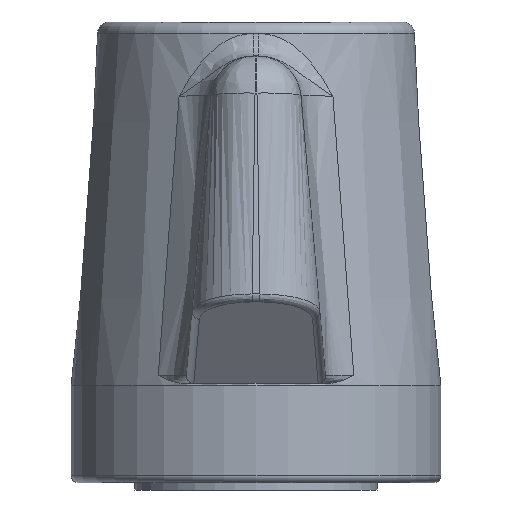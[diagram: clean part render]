
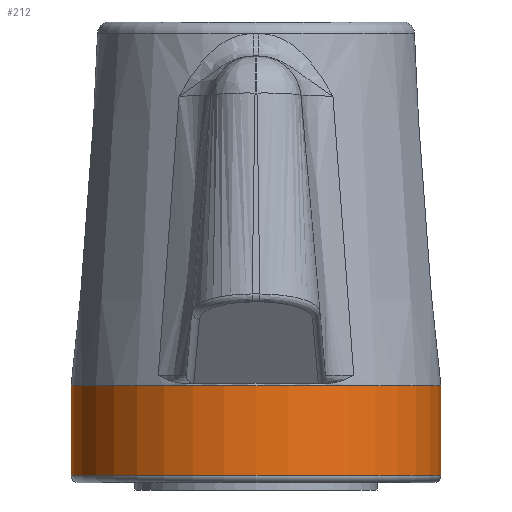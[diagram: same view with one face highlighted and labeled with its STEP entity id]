
A CAD part, left-side view. The second image highlights one B-rep face of the part: STEP entity #212.
In plain terms, the highlighted cylindrical face has radius 7.625 mm (diameter 15.251 mm), a full revolution.
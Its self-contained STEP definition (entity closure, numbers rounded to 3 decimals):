
#212 = ADVANCED_FACE( '', ( #441, #442 ), #443, .T. );
#441 = FACE_OUTER_BOUND( '', #7347, .T. );
#442 = FACE_OUTER_BOUND( '', #7348, .T. );
#443 = CYLINDRICAL_SURFACE( '', #7349, 7.625 );
#7347 = EDGE_LOOP( '', ( #8175 ) );
#7348 = EDGE_LOOP( '', ( #8176 ) );
#7349 = AXIS2_PLACEMENT_3D( '', #8177, #8178, #8179 );
#8175 = ORIENTED_EDGE( '', *, *, #8310, .T. );
#8176 = ORIENTED_EDGE( '', *, *, #8394, .F. );
#8177 = CARTESIAN_POINT( '', ( 0., 0., 19. ) );
#8178 = DIRECTION( '', ( 0., 0., -1. ) );
#8179 = DIRECTION( '', ( 1., 0., 0. ) );
#8310 = EDGE_CURVE( '', #8571, #8571, #8572, .T. );
#8394 = EDGE_CURVE( '', #8691, #8691, #8692, .T. );
#8571 = VERTEX_POINT( '', #9287 );
#8572 = CIRCLE( '', #9288, 7.625 );
#8691 = VERTEX_POINT( '', #10132 );
#8692 = CIRCLE( '', #10133, 7.625 );
#9287 = CARTESIAN_POINT( '', ( 7.625, 0., 0.3 ) );
#9288 = AXIS2_PLACEMENT_3D( '', #10627, #10628, #10629 );
#10132 = CARTESIAN_POINT( '', ( 7.625, 0., 4. ) );
#10133 = AXIS2_PLACEMENT_3D( '', #10715, #10716, #10717 );
#10627 = CARTESIAN_POINT( '', ( 0., 0., 0.3 ) );
#10628 = DIRECTION( '', ( 0., 0., 1. ) );
#10629 = DIRECTION( '', ( 1., 0., 0. ) );
#10715 = CARTESIAN_POINT( '', ( 0., 0., 4. ) );
#10716 = DIRECTION( '', ( 0., 0., 1. ) );
#10717 = DIRECTION( '', ( 1., 0., 0. ) );
